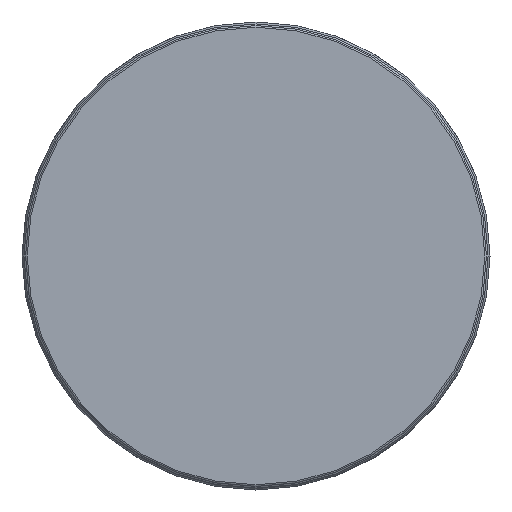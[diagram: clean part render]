
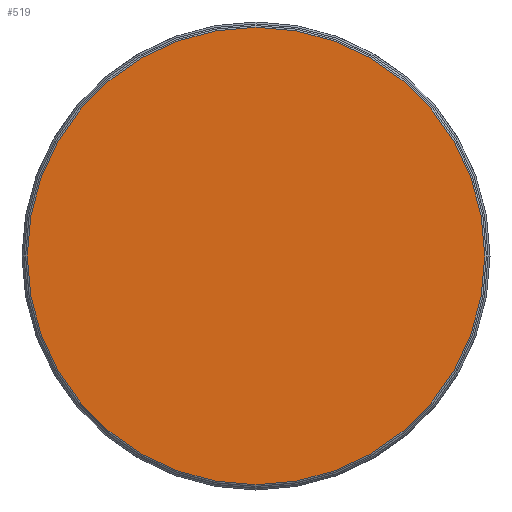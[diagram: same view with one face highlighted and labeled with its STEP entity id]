
A CAD part, front view. The second image highlights one B-rep face of the part: STEP entity #519.
In plain terms, the highlighted planar face has unit normal (0, -1, 0).
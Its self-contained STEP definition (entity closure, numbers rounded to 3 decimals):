
#31=PLANE('',#572);
#65=FACE_OUTER_BOUND('',#92,.T.);
#92=EDGE_LOOP('',(#364,#365));
#152=CIRCLE('',#573,41.581);
#153=CIRCLE('',#574,41.581);
#217=VERTEX_POINT('',#872);
#218=VERTEX_POINT('',#873);
#278=EDGE_CURVE('',#217,#218,#152,.T.);
#279=EDGE_CURVE('',#218,#217,#153,.T.);
#364=ORIENTED_EDGE('',*,*,#278,.F.);
#365=ORIENTED_EDGE('',*,*,#279,.F.);
#519=ADVANCED_FACE('',(#65),#31,.T.);
#572=AXIS2_PLACEMENT_3D('',#871,#678,#679);
#573=AXIS2_PLACEMENT_3D('',#874,#680,#681);
#574=AXIS2_PLACEMENT_3D('',#875,#682,#683);
#678=DIRECTION('center_axis',(0.,-1.,0.));
#679=DIRECTION('ref_axis',(0.,0.,-1.));
#680=DIRECTION('center_axis',(0.,1.,0.));
#681=DIRECTION('ref_axis',(-1.,0.,0.));
#682=DIRECTION('center_axis',(0.,1.,0.));
#683=DIRECTION('ref_axis',(-1.,0.,0.));
#871=CARTESIAN_POINT('Origin',(-20.791,0.,0.));
#872=CARTESIAN_POINT('',(-41.581,0.,0.));
#873=CARTESIAN_POINT('',(0.,0.,-41.581));
#874=CARTESIAN_POINT('Origin',(0.,0.,0.));
#875=CARTESIAN_POINT('Origin',(0.,0.,0.));
